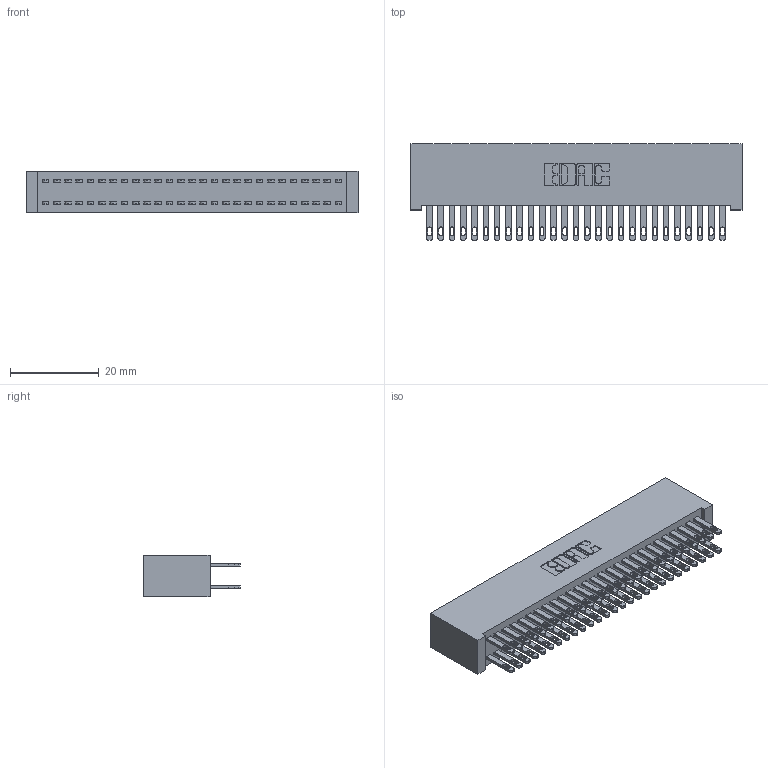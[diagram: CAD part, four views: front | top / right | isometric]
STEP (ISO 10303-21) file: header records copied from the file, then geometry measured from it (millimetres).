
FILE_DESCRIPTION (( 'STEP AP203' ), '1' );
FILE_NAME ('892-054-500-201.STEP', '2020-09-21T18:24:00', ( '' ), ( '' ), 'SwSTEP 2.0', 'SolidWorks 2020', '' );
FILE_SCHEMA (( 'CONFIG_CONTROL_DESIGN' ));
Length unit declared in the file: inch
Products named in the file (3): 892-054-500-201; 345-292-001_345-293-100; 842 Part_Lugless
Assembly tree (55 placements, depth 2):
  892-054-500-201
    842 Part_Lugless
    345-292-001_345-293-100  x54
Bounding box: 74.83 x 21.85 x 9.4 mm (x, y, z)
Volume: 7256.8 mm3; surface area: 12406 mm2
Topology: 55 solids, 55 shells, 2694 faces, 8213 edges, 5474 vertices
Faces by surface type: plane 1682, cylinder 1012
Entity records: 18831 total; most frequent: CARTESIAN_POINT 3134, ORIENTED_EDGE 3070, DIRECTION 2699, EDGE_CURVE 1535, VECTOR 1411, LINE 1411, VERTEX_POINT 1022, AXIS2_PLACEMENT_3D 644
